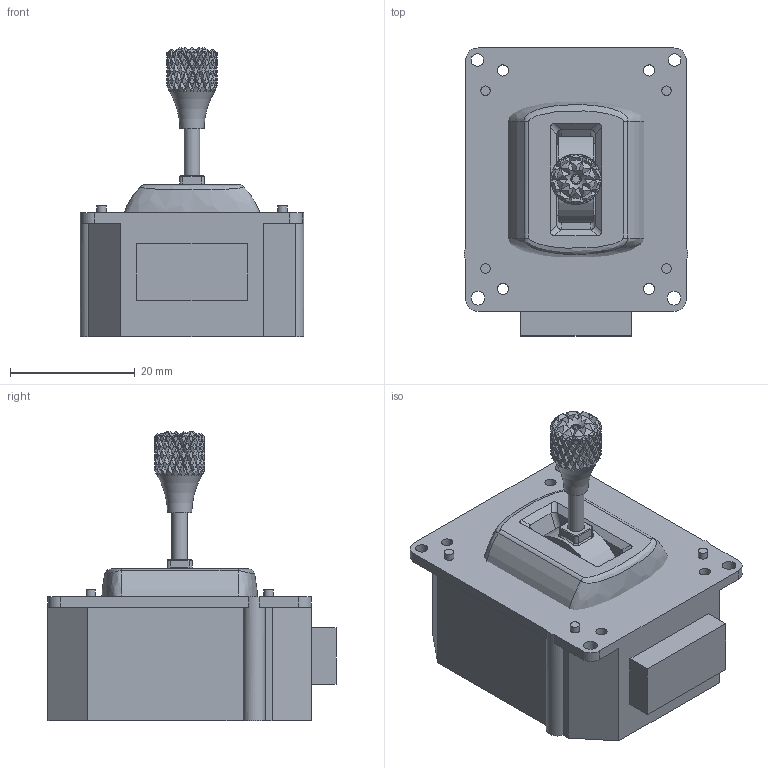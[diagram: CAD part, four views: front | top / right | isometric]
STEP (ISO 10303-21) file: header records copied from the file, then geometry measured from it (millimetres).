
FILE_DESCRIPTION(/* description */ (''),/* implementation_level */ '2;1');
FILE_NAME(/* name */ '',/* time_stamp */ '2023-12-01T17:10:33+03:00',/* author */ (''),/* organization */ (''),/* preprocessor_version */ 'ST-DEVELOPER v20',/* originating_system */ 'Autodesk Translation Framework v12.14.0.127',/* authorisation */ '');
FILE_SCHEMA (('AUTOMOTIVE_DESIGN { 1 0 10303 214 3 1 1 }'));
Length unit declared in the file: millimetre
Products named in the file (1): Джойстик от 
X-Lite Pro
Bounding box: 35.84 x 46.15 x 46.34 mm (x, y, z)
Volume: 31067.4 mm3; surface area: 9382.8 mm2
Topology: 5 solids, 5 shells, 772 faces, 1718 edges, 968 vertices
Faces by surface type: bspline 488, cylinder 145, plane 100, cone 36, torus 3
Full cylindrical faces by diameter (mm): 1.5 x4, 1.504 x1, 1.65 x1, 1.8 x4, 2 x2, 2.2 x2, 2.47 x1, 2.53 x2
Entity records: 34958 total; most frequent: CARTESIAN_POINT 20927, ORIENTED_EDGE 3436, DIRECTION 1955, EDGE_CURVE 1718, VERTEX_POINT 968, AXIS2_PLACEMENT_3D 866, B_SPLINE_CURVE_WITH_KNOTS 834, EDGE_LOOP 800
